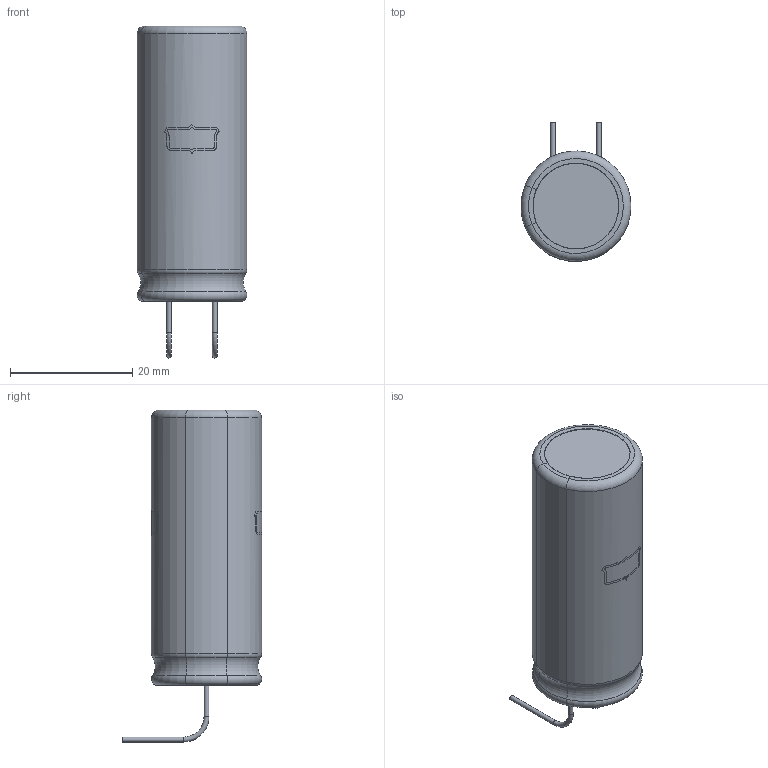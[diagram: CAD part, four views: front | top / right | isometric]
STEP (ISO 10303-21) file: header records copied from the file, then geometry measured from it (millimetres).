
FILE_DESCRIPTION(/* description */ ('CATIA V5 STEP Exchange'),/* implementation_level */ '2;1');
FILE_NAME(/* name */ 'E-LEAD_D18_L45__FLAT-RUBBER_SLEEVE_STRUCTURE.step',/* time_stamp */ '2024-10-17T13:05:40+02:00',/* author */ (''),/* organization */ (''),/* preprocessor_version */ 'ST-DEVELOPER v20',/* originating_system */ 'Autodesk Translation Framework v13.20.0.188',/* authorisation */ '');
FILE_SCHEMA (('AUTOMOTIVE_DESIGN { 1 0 10303 214 3 1 1 }'));
Length unit declared in the file: millimetre
Products named in the file (3): E-LEAD_D18_L45__FLAT-RUBBER_SLEEVE_STRUCTURE; E-LEAD_D18_TERMINAL+; E-LEAD_D18_L45_ELEMENT
Assembly tree (2 placements, depth 2):
  E-LEAD_D18_L45__FLAT-RUBBER_SLEEVE_STRUCTURE
    E-LEAD_D18_TERMINAL+
    E-LEAD_D18_L45_ELEMENT
Bounding box: 17.97 x 22.75 x 54.25 mm (x, y, z)
Volume: 11294.4 mm3; surface area: 3191.9 mm2
Topology: 4 solids, 4 shells, 106 faces, 276 edges, 185 vertices
Faces by surface type: plane 57, cylinder 39, torus 10
Full cylindrical faces by diameter (mm): 0.8 x6, 14 x2, 15 x1
Entity records: 3764 total; most frequent: CARTESIAN_POINT 956, DIRECTION 573, ORIENTED_EDGE 552, EDGE_CURVE 276, AXIS2_PLACEMENT_3D 234, VERTEX_POINT 185, EDGE_LOOP 113, CIRCLE 111
